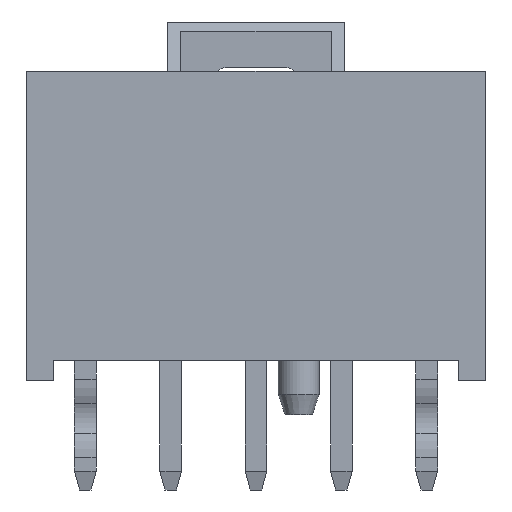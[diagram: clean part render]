
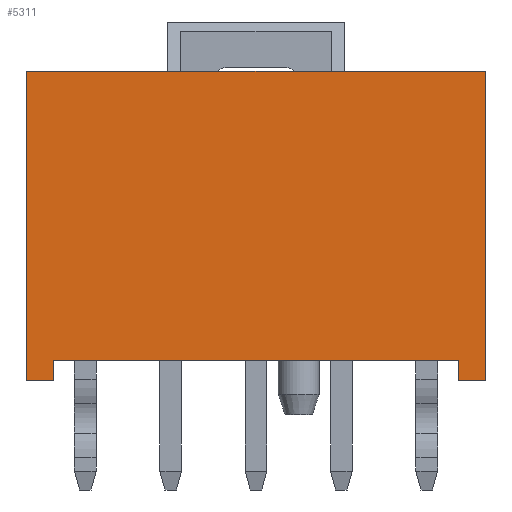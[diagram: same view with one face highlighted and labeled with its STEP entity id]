
A CAD part, front view. The second image highlights one B-rep face of the part: STEP entity #5311.
In plain terms, the highlighted planar face has unit normal (0, -1, 0).
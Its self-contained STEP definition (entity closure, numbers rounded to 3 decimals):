
#146=FACE_OUTER_BOUND('',#456,.T.);
#456=EDGE_LOOP('',(#3416,#3417,#3418,#3419,#3420,#3421,#3422,#3423));
#793=LINE('',#7470,#1485);
#794=LINE('',#7472,#1486);
#795=LINE('',#7474,#1487);
#796=LINE('',#7476,#1488);
#797=LINE('',#7478,#1489);
#798=LINE('',#7480,#1490);
#799=LINE('',#7482,#1491);
#800=LINE('',#7483,#1492);
#1485=VECTOR('',#6022,11.84);
#1486=VECTOR('',#6023,0.6);
#1487=VECTOR('',#6024,0.8);
#1488=VECTOR('',#6025,9.06);
#1489=VECTOR('',#6026,13.44);
#1490=VECTOR('',#6027,9.06);
#1491=VECTOR('',#6028,0.8);
#1492=VECTOR('',#6029,0.6);
#2177=VERTEX_POINT('',#7468);
#2178=VERTEX_POINT('',#7469);
#2179=VERTEX_POINT('',#7471);
#2180=VERTEX_POINT('',#7473);
#2181=VERTEX_POINT('',#7475);
#2182=VERTEX_POINT('',#7477);
#2183=VERTEX_POINT('',#7479);
#2184=VERTEX_POINT('',#7481);
#2655=EDGE_CURVE('',#2177,#2178,#793,.T.);
#2656=EDGE_CURVE('',#2177,#2179,#794,.T.);
#2657=EDGE_CURVE('',#2180,#2179,#795,.T.);
#2658=EDGE_CURVE('',#2181,#2180,#796,.T.);
#2659=EDGE_CURVE('',#2182,#2181,#797,.T.);
#2660=EDGE_CURVE('',#2182,#2183,#798,.T.);
#2661=EDGE_CURVE('',#2184,#2183,#799,.T.);
#2662=EDGE_CURVE('',#2178,#2184,#800,.T.);
#3416=ORIENTED_EDGE('',*,*,#2655,.F.);
#3417=ORIENTED_EDGE('',*,*,#2656,.T.);
#3418=ORIENTED_EDGE('',*,*,#2657,.F.);
#3419=ORIENTED_EDGE('',*,*,#2658,.F.);
#3420=ORIENTED_EDGE('',*,*,#2659,.F.);
#3421=ORIENTED_EDGE('',*,*,#2660,.T.);
#3422=ORIENTED_EDGE('',*,*,#2661,.F.);
#3423=ORIENTED_EDGE('',*,*,#2662,.F.);
#4938=PLANE('',#5641);
#5311=ADVANCED_FACE('',(#146),#4938,.F.);
#5641=AXIS2_PLACEMENT_3D('',#7467,#6020,#6021);
#6020=DIRECTION('center_axis',(0.,1.,0.));
#6021=DIRECTION('ref_axis',(1.,0.,0.));
#6022=DIRECTION('',(-1.,0.,0.));
#6023=DIRECTION('',(0.,0.,-1.));
#6024=DIRECTION('',(-1.,0.,0.));
#6025=DIRECTION('',(0.,0.,-1.));
#6026=DIRECTION('',(1.,0.,0.));
#6027=DIRECTION('',(0.,0.,-1.));
#6028=DIRECTION('',(-1.,0.,0.));
#6029=DIRECTION('',(0.,0.,-1.));
#7467=CARTESIAN_POINT('Origin',(0.,-2.99,0.));
#7468=CARTESIAN_POINT('',(5.92,-2.99,-4.23));
#7469=CARTESIAN_POINT('',(-5.92,-2.99,-4.23));
#7470=CARTESIAN_POINT('',(5.92,-2.99,-4.23));
#7471=CARTESIAN_POINT('',(5.92,-2.99,-4.83));
#7472=CARTESIAN_POINT('',(5.92,-2.99,-4.23));
#7473=CARTESIAN_POINT('',(6.72,-2.99,-4.83));
#7474=CARTESIAN_POINT('',(6.72,-2.99,-4.83));
#7475=CARTESIAN_POINT('',(6.72,-2.99,4.23));
#7476=CARTESIAN_POINT('',(6.72,-2.99,4.23));
#7477=CARTESIAN_POINT('',(-6.72,-2.99,4.23));
#7478=CARTESIAN_POINT('',(-6.72,-2.99,4.23));
#7479=CARTESIAN_POINT('',(-6.72,-2.99,-4.83));
#7480=CARTESIAN_POINT('',(-6.72,-2.99,4.23));
#7481=CARTESIAN_POINT('',(-5.92,-2.99,-4.83));
#7482=CARTESIAN_POINT('',(-5.92,-2.99,-4.83));
#7483=CARTESIAN_POINT('',(-5.92,-2.99,-4.23));
